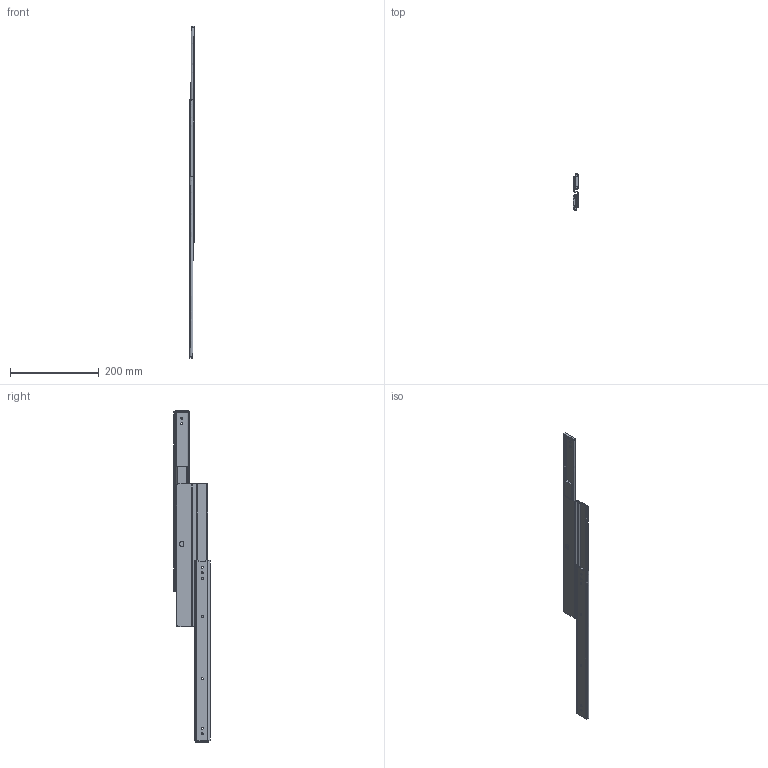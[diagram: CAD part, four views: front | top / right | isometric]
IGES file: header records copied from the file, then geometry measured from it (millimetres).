
Start section: SolidWorks IGES file using analytic representation for surfaces
Bounding box: 12.9 x 81.3 x 746.46 mm (x, y, z)
Surface area: 178789 mm2 (no closed solid volume)
Topology: 0 solids, 0 shells, 313 faces, 3580 edges, 3564 vertices
Faces by surface type: revolution 163, bspline 150
